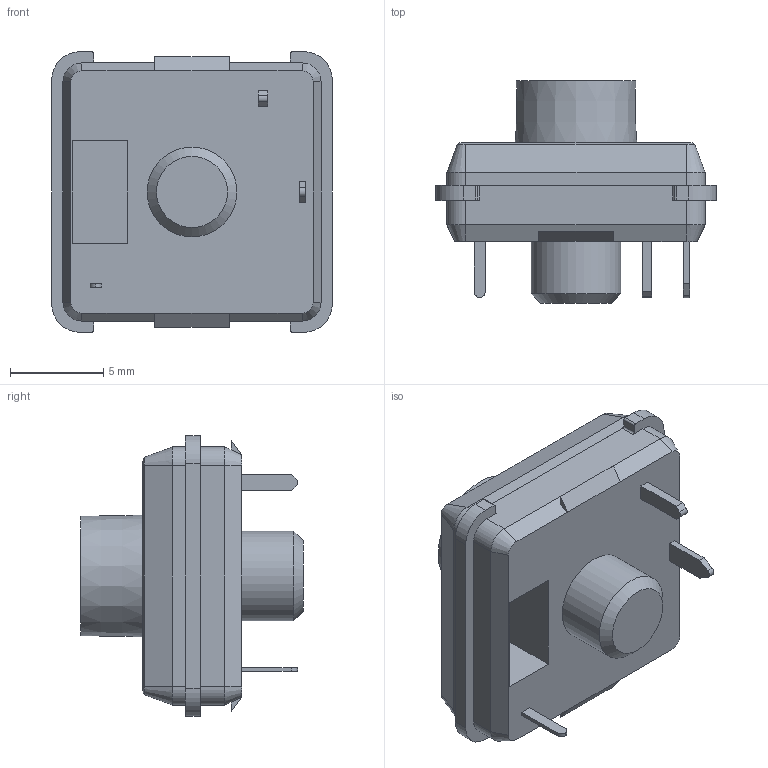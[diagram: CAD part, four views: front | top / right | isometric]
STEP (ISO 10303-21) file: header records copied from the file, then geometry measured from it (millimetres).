
FILE_DESCRIPTION(/* description */ (''),/* implementation_level */ '2;1');
FILE_NAME(/* name */ 'Kailh_PG1353_red.step',/* time_stamp */ '2023-10-22T19:20:35+08:00',/* author */ (''),/* organization */ (''),/* preprocessor_version */ 'ST-DEVELOPER v19.2',/* originating_system */ 'Autodesk Translation Framework v12.6.0.85',/* authorisation */ '');
FILE_SCHEMA (('AUTOMOTIVE_DESIGN { 1 0 10303 214 3 1 1 }'));
Length unit declared in the file: millimetre
Products named in the file (1): Kailh_PG1353
Bounding box: 15 x 11.9 x 15 mm (x, y, z)
Volume: 1038.1 mm3; surface area: 1361 mm2
Topology: 4 solids, 4 shells, 187 faces, 472 edges, 305 vertices
Faces by surface type: plane 130, cylinder 25, bspline 17, cone 15
Full cylindrical faces by diameter (mm): 4.8 x1
Entity records: 6515 total; most frequent: CARTESIAN_POINT 1998, ORIENTED_EDGE 944, DIRECTION 847, EDGE_CURVE 472, LINE 371, VECTOR 371, VERTEX_POINT 305, AXIS2_PLACEMENT_3D 238
